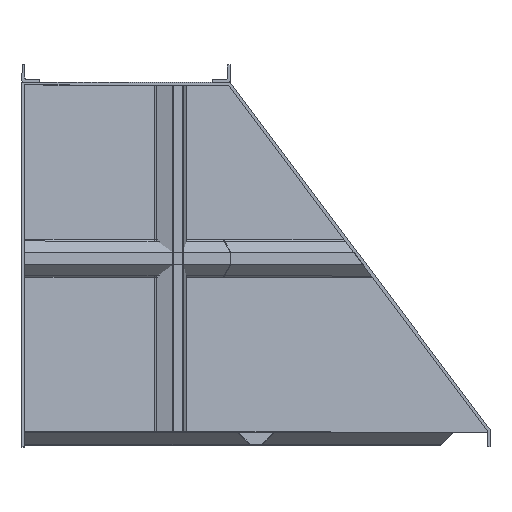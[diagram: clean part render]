
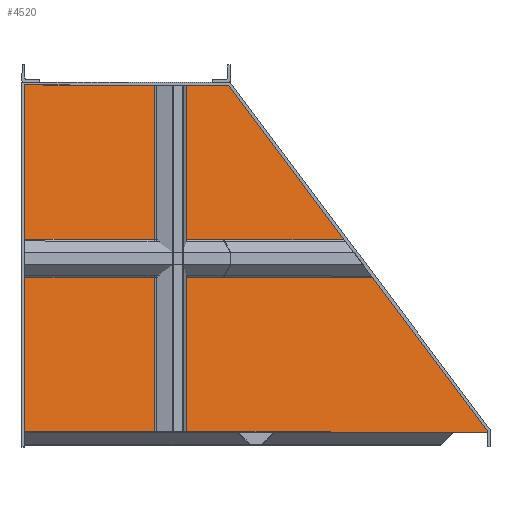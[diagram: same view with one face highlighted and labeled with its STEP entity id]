
A CAD part, top view. The second image highlights one B-rep face of the part: STEP entity #4520.
In plain terms, the highlighted planar face has unit normal (0.555, 0, 0.832).
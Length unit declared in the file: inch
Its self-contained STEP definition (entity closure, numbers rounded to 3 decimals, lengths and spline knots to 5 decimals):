
#301 = DIRECTION ( 'NONE',  ( 0., 1., 0. ) ) ;
#344 = CARTESIAN_POINT ( 'NONE',  ( 27.97596, 16.28206, 10.14982 ) ) ;
#508 = DIRECTION ( 'NONE',  ( -0.832, 0., 0.555 ) ) ;
#663 = LINE ( 'NONE', #1113, #1914 ) ;
#783 = CARTESIAN_POINT ( 'NONE',  ( 13.29252, 29.75, 19.93878 ) ) ;
#937 = VERTEX_POINT ( 'NONE', #4282 ) ;
#1113 = CARTESIAN_POINT ( 'NONE',  ( 13.29252, -0.25, 19.93878 ) ) ;
#1142 = CARTESIAN_POINT ( 'NONE',  ( 40.25, -0.08333, 1.96713 ) ) ;
#1177 = CARTESIAN_POINT ( 'NONE',  ( 0.25, -0.25, 28.6338 ) ) ;
#1362 = DIRECTION ( 'NONE',  ( -0.832, 0., 0.555 ) ) ;
#1566 = LINE ( 'NONE', #5590, #7864 ) ;
#1584 = LINE ( 'NONE', #6179, #3416 ) ;
#1914 = VECTOR ( 'NONE', #508, 39.37008 ) ;
#1925 = AXIS2_PLACEMENT_3D ( 'NONE', #3583, #2264, #4847 ) ;
#2264 = DIRECTION ( 'NONE',  ( 0.555, 0., 0.832 ) ) ;
#2343 = PLANE ( 'NONE',  #1925 ) ;
#2372 = VERTEX_POINT ( 'NONE', #6662 ) ;
#2395 = FACE_OUTER_BOUND ( 'NONE', #5408, .T. ) ;
#2413 = VERTEX_POINT ( 'NONE', #1177 ) ;
#2434 = VERTEX_POINT ( 'NONE', #3197 ) ;
#2757 = EDGE_CURVE ( 'NONE', #2372, #2434, #7912, .T. ) ;
#3009 = ORIENTED_EDGE ( 'NONE', *, *, #3984, .F. ) ;
#3197 = CARTESIAN_POINT ( 'NONE',  ( 0.25, 29.75, 28.6338 ) ) ;
#3228 = EDGE_CURVE ( 'NONE', #937, #5008, #1584, .T. ) ;
#3416 = VECTOR ( 'NONE', #301, 39.37008 ) ;
#3583 = CARTESIAN_POINT ( 'NONE',  ( 40.63868, 30., 1.70801 ) ) ;
#3984 = EDGE_CURVE ( 'NONE', #937, #2413, #663, .T. ) ;
#4282 = CARTESIAN_POINT ( 'NONE',  ( 40.25, -0.25, 1.96713 ) ) ;
#4520 = ADVANCED_FACE ( 'NONE', ( #2395 ), #2343, .T. ) ;
#4847 = DIRECTION ( 'NONE',  ( 0.832, 0., -0.555 ) ) ;
#5008 = VERTEX_POINT ( 'NONE', #1142 ) ;
#5226 = VECTOR ( 'NONE', #8252, 39.37008 ) ;
#5408 = EDGE_LOOP ( 'NONE', ( #3009, #5974, #8338, #6645, #7423 ) ) ;
#5567 = LINE ( 'NONE', #344, #5226 ) ;
#5590 = CARTESIAN_POINT ( 'NONE',  ( 0.25, 30., 28.6338 ) ) ;
#5974 = ORIENTED_EDGE ( 'NONE', *, *, #3228, .T. ) ;
#6179 = CARTESIAN_POINT ( 'NONE',  ( 40.25, 30., 1.96713 ) ) ;
#6284 = EDGE_CURVE ( 'NONE', #2372, #5008, #5567, .T. ) ;
#6645 = ORIENTED_EDGE ( 'NONE', *, *, #2757, .T. ) ;
#6662 = CARTESIAN_POINT ( 'NONE',  ( 17.875, 29.75, 16.8838 ) ) ;
#7423 = ORIENTED_EDGE ( 'NONE', *, *, #7971, .T. ) ;
#7864 = VECTOR ( 'NONE', #8228, 39.37008 ) ;
#7912 = LINE ( 'NONE', #783, #8349 ) ;
#7971 = EDGE_CURVE ( 'NONE', #2434, #2413, #1566, .T. ) ;
#8228 = DIRECTION ( 'NONE',  ( 0., -1., 0. ) ) ;
#8252 = DIRECTION ( 'NONE',  ( 0.557, -0.743, -0.371 ) ) ;
#8338 = ORIENTED_EDGE ( 'NONE', *, *, #6284, .F. ) ;
#8349 = VECTOR ( 'NONE', #1362, 39.37008 ) ;
